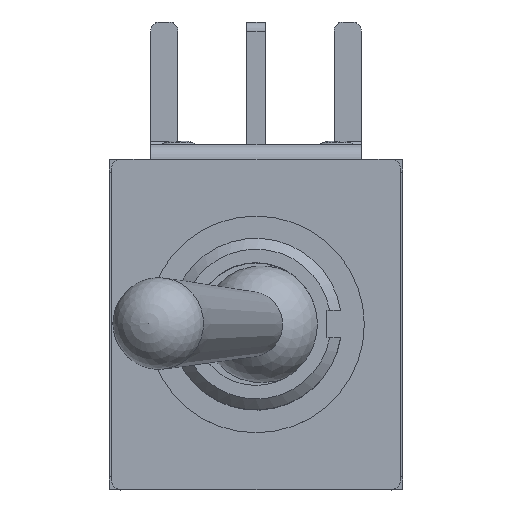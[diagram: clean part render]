
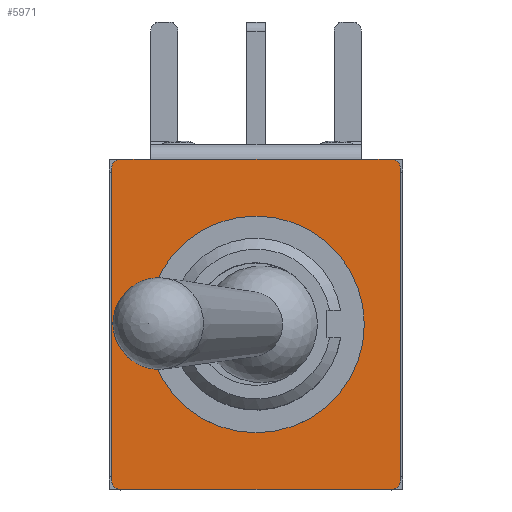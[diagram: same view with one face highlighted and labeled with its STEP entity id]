
A CAD part, top view. The second image highlights one B-rep face of the part: STEP entity #5971.
In plain terms, the highlighted planar face has unit normal (0, 0, 1).
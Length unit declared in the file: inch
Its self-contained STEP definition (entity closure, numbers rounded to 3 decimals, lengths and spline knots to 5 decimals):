
#67=PLANE('',#6361);
#339=FACE_BOUND('',#830,.T.);
#503=FACE_OUTER_BOUND('',#829,.T.);
#829=EDGE_LOOP('',(#4356,#4357,#4358,#4359,#4360,#4361,#4362,#4363,#4364,
#4365));
#830=EDGE_LOOP('',(#4366));
#1163=LINE('',#8653,#1813);
#1204=LINE('',#8741,#1854);
#1205=LINE('',#8744,#1855);
#1209=LINE('',#8755,#1859);
#1210=LINE('',#8757,#1860);
#1211=LINE('',#8761,#1861);
#1813=VECTOR('',#6933,0.3937);
#1854=VECTOR('',#7010,0.3937);
#1855=VECTOR('',#7013,0.3937);
#1859=VECTOR('',#7025,0.3937);
#1860=VECTOR('',#7026,0.3937);
#1861=VECTOR('',#7029,0.3937);
#2421=CIRCLE('',#6291,0.11811);
#2456=CIRCLE('',#6360,0.00984);
#2457=CIRCLE('',#6362,0.00984);
#2458=CIRCLE('',#6363,0.00984);
#2459=CIRCLE('',#6364,0.00984);
#2588=VERTEX_POINT('',#8448);
#2633=VERTEX_POINT('',#8615);
#2646=VERTEX_POINT('',#8652);
#2675=VERTEX_POINT('',#8739);
#2676=VERTEX_POINT('',#8743);
#2677=VERTEX_POINT('',#8747);
#2678=VERTEX_POINT('',#8748);
#2679=VERTEX_POINT('',#8753);
#2680=VERTEX_POINT('',#8756);
#2681=VERTEX_POINT('',#8758);
#2682=VERTEX_POINT('',#8760);
#3200=EDGE_CURVE('',#2588,#2588,#2421,.T.);
#3272=EDGE_CURVE('',#2633,#2646,#1163,.T.);
#3318=EDGE_CURVE('',#2675,#2633,#1204,.T.);
#3319=EDGE_CURVE('',#2646,#2676,#1205,.T.);
#3321=EDGE_CURVE('',#2677,#2678,#2456,.T.);
#3324=EDGE_CURVE('',#2679,#2675,#2457,.T.);
#3325=EDGE_CURVE('',#2678,#2679,#1209,.T.);
#3326=EDGE_CURVE('',#2680,#2677,#1210,.T.);
#3327=EDGE_CURVE('',#2681,#2680,#2458,.T.);
#3328=EDGE_CURVE('',#2682,#2681,#1211,.T.);
#3329=EDGE_CURVE('',#2676,#2682,#2459,.T.);
#4356=ORIENTED_EDGE('',*,*,#3272,.F.);
#4357=ORIENTED_EDGE('',*,*,#3318,.F.);
#4358=ORIENTED_EDGE('',*,*,#3324,.F.);
#4359=ORIENTED_EDGE('',*,*,#3325,.F.);
#4360=ORIENTED_EDGE('',*,*,#3321,.F.);
#4361=ORIENTED_EDGE('',*,*,#3326,.F.);
#4362=ORIENTED_EDGE('',*,*,#3327,.F.);
#4363=ORIENTED_EDGE('',*,*,#3328,.F.);
#4364=ORIENTED_EDGE('',*,*,#3329,.F.);
#4365=ORIENTED_EDGE('',*,*,#3319,.F.);
#4366=ORIENTED_EDGE('',*,*,#3200,.T.);
#5971=ADVANCED_FACE('',(#503,#339),#67,.T.);
#6291=AXIS2_PLACEMENT_3D('',#8450,#6793,#6794);
#6360=AXIS2_PLACEMENT_3D('',#8749,#7017,#7018);
#6361=AXIS2_PLACEMENT_3D('',#8752,#7021,#7022);
#6362=AXIS2_PLACEMENT_3D('',#8754,#7023,#7024);
#6363=AXIS2_PLACEMENT_3D('',#8759,#7027,#7028);
#6364=AXIS2_PLACEMENT_3D('',#8762,#7030,#7031);
#6793=DIRECTION('center_axis',(0.,0.,
-1.));
#6794=DIRECTION('ref_axis',(-1.,0.,0.));
#6933=DIRECTION('',(1.,0.,0.));
#7010=DIRECTION('',(1.,0.,0.));
#7013=DIRECTION('',(1.,0.,0.));
#7017=DIRECTION('center_axis',(0.,0.,
-1.));
#7018=DIRECTION('ref_axis',(-0.707,-0.707,0.));
#7021=DIRECTION('center_axis',(0.,0.,
1.));
#7022=DIRECTION('ref_axis',(-1.,0.,0.));
#7023=DIRECTION('center_axis',(0.,0.,
-1.));
#7024=DIRECTION('ref_axis',(-0.707,0.707,0.));
#7025=DIRECTION('',(0.,1.,0.));
#7026=DIRECTION('',(-1.,0.,0.));
#7027=DIRECTION('center_axis',(0.,0.,
-1.));
#7028=DIRECTION('ref_axis',(0.707,-0.707,0.));
#7029=DIRECTION('',(0.,-1.,0.));
#7030=DIRECTION('center_axis',(0.,0.,
-1.));
#7031=DIRECTION('ref_axis',(0.707,0.707,0.));
#8448=CARTESIAN_POINT('',(0.11811,0.,0.30472));
#8450=CARTESIAN_POINT('Origin',(0.,0.,
0.30472));
#8615=CARTESIAN_POINT('',(-0.11496,0.17992,0.30472));
#8652=CARTESIAN_POINT('',(0.11496,0.17992,0.30472));
#8653=CARTESIAN_POINT('',(0.,0.17992,0.30472));
#8739=CARTESIAN_POINT('',(-0.14764,0.17992,0.30472));
#8741=CARTESIAN_POINT('',(0.15748,0.17992,0.30472));
#8743=CARTESIAN_POINT('',(0.14764,0.17992,0.30472));
#8744=CARTESIAN_POINT('',(0.15748,0.17992,0.30472));
#8747=CARTESIAN_POINT('',(-0.14764,-0.17992,0.30472));
#8748=CARTESIAN_POINT('',(-0.15748,-0.17008,0.30472));
#8749=CARTESIAN_POINT('Origin',(-0.14764,-0.17008,0.30472));
#8752=CARTESIAN_POINT('Origin',(0.,0.,
0.30472));
#8753=CARTESIAN_POINT('',(-0.15748,0.17008,0.30472));
#8754=CARTESIAN_POINT('Origin',(-0.14764,0.17008,0.30472));
#8755=CARTESIAN_POINT('',(-0.15748,0.17992,0.30472));
#8756=CARTESIAN_POINT('',(0.14764,-0.17992,0.30472));
#8757=CARTESIAN_POINT('',(-0.15748,-0.17992,0.30472));
#8758=CARTESIAN_POINT('',(0.15748,-0.17008,0.30472));
#8759=CARTESIAN_POINT('Origin',(0.14764,-0.17008,0.30472));
#8760=CARTESIAN_POINT('',(0.15748,0.17008,0.30472));
#8761=CARTESIAN_POINT('',(0.15748,-0.17992,0.30472));
#8762=CARTESIAN_POINT('Origin',(0.14764,0.17008,0.30472));
